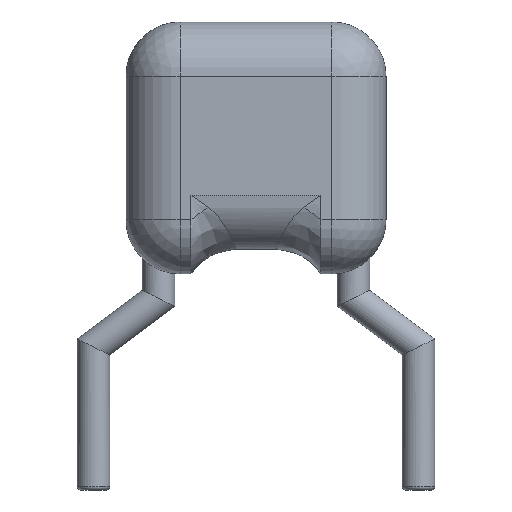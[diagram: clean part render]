
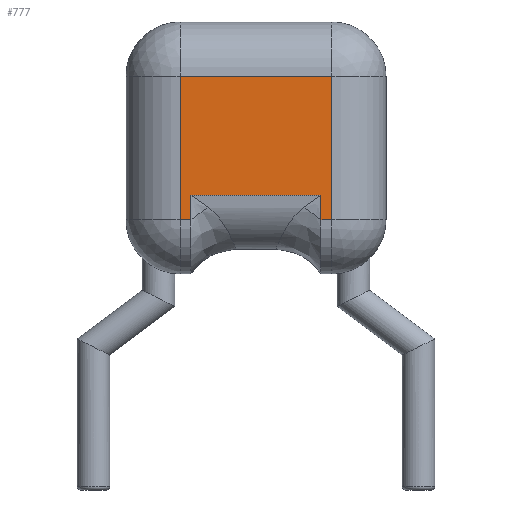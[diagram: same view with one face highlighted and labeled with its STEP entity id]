
A CAD part, front view. The second image highlights one B-rep face of the part: STEP entity #777.
In plain terms, the highlighted planar face has unit normal (0, -1, 0).
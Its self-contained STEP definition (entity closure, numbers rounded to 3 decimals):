
#66=LINE('',#1422,#112);
#71=LINE('',#1545,#117);
#74=LINE('',#1579,#120);
#75=LINE('',#1582,#121);
#76=LINE('',#1584,#122);
#77=LINE('',#1586,#123);
#78=LINE('',#1588,#124);
#79=LINE('',#1589,#125);
#112=VECTOR('',#1040,10.);
#117=VECTOR('',#1061,10.);
#120=VECTOR('',#1066,0.833);
#121=VECTOR('',#1069,10.);
#122=VECTOR('',#1070,10.);
#123=VECTOR('',#1071,10.);
#124=VECTOR('',#1072,10.);
#125=VECTOR('',#1073,10.);
#189=PLANE('',#886);
#221=FACE_OUTER_BOUND('',#275,.T.);
#275=EDGE_LOOP('',(#631,#632,#633,#634,#635,#636,#637,#638));
#378=VERTEX_POINT('',#1349);
#380=VERTEX_POINT('',#1415);
#387=VERTEX_POINT('',#1478);
#390=VERTEX_POINT('',#1544);
#391=VERTEX_POINT('',#1581);
#392=VERTEX_POINT('',#1583);
#393=VERTEX_POINT('',#1585);
#394=VERTEX_POINT('',#1587);
#456=EDGE_CURVE('',#380,#378,#66,.T.);
#470=EDGE_CURVE('',#387,#390,#71,.T.);
#474=EDGE_CURVE('',#390,#380,#74,.T.);
#475=EDGE_CURVE('',#391,#387,#75,.T.);
#476=EDGE_CURVE('',#392,#391,#76,.T.);
#477=EDGE_CURVE('',#393,#392,#77,.T.);
#478=EDGE_CURVE('',#394,#393,#78,.T.);
#479=EDGE_CURVE('',#378,#394,#79,.T.);
#631=ORIENTED_EDGE('',*,*,#456,.F.);
#632=ORIENTED_EDGE('',*,*,#474,.F.);
#633=ORIENTED_EDGE('',*,*,#470,.F.);
#634=ORIENTED_EDGE('',*,*,#475,.F.);
#635=ORIENTED_EDGE('',*,*,#476,.F.);
#636=ORIENTED_EDGE('',*,*,#477,.F.);
#637=ORIENTED_EDGE('',*,*,#478,.F.);
#638=ORIENTED_EDGE('',*,*,#479,.F.);
#777=ADVANCED_FACE('',(#221),#189,.T.);
#886=AXIS2_PLACEMENT_3D('',#1580,#1067,#1068);
#1040=DIRECTION('',(0.,0.,-1.));
#1061=DIRECTION('',(0.,0.,1.));
#1066=DIRECTION('',(-1.,0.,0.));
#1067=DIRECTION('center_axis',(0.,-1.,0.));
#1068=DIRECTION('ref_axis',(1.,0.,0.));
#1069=DIRECTION('',(-1.,0.,0.));
#1070=DIRECTION('',(0.,0.,-1.));
#1071=DIRECTION('',(1.,0.,0.));
#1072=DIRECTION('',(0.,0.,1.));
#1073=DIRECTION('',(-1.,0.,0.));
#1349=CARTESIAN_POINT('',(-1.,-1.25,2.158));
#1415=CARTESIAN_POINT('',(-1.,-1.25,2.533));
#1422=CARTESIAN_POINT('',(-1.,-1.25,1.7));
#1478=CARTESIAN_POINT('',(1.,-1.25,2.158));
#1544=CARTESIAN_POINT('',(1.,-1.25,2.533));
#1545=CARTESIAN_POINT('',(1.,-1.25,1.7));
#1579=CARTESIAN_POINT('',(-2.,-1.25,2.533));
#1580=CARTESIAN_POINT('Origin',(-2.,-1.25,1.7));
#1581=CARTESIAN_POINT('',(1.167,-1.25,2.158));
#1582=CARTESIAN_POINT('',(-1.75,-1.25,2.158));
#1583=CARTESIAN_POINT('',(1.167,-1.25,4.367));
#1584=CARTESIAN_POINT('',(1.167,-1.25,1.7));
#1585=CARTESIAN_POINT('',(-1.167,-1.25,4.367));
#1586=CARTESIAN_POINT('',(-1.,-1.25,4.367));
#1587=CARTESIAN_POINT('',(-1.167,-1.25,2.158));
#1588=CARTESIAN_POINT('',(-1.167,-1.25,1.7));
#1589=CARTESIAN_POINT('',(-1.75,-1.25,2.158));
